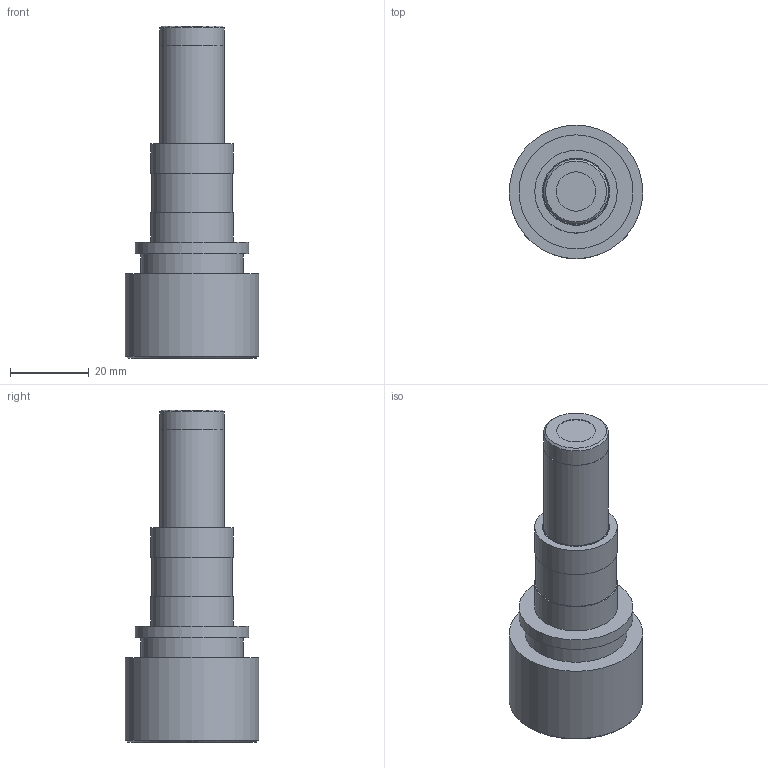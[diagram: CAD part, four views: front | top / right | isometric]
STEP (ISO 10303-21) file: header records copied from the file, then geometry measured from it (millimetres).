
FILE_DESCRIPTION((''),'2;1');
FILE_NAME('Telezentrisches Mikroskopobjektiv 1x_3D-Modell.stp','2010-07-01T12:25:58',('REGENSPURG'),(''),'Autodesk Inventor 2010','Autodesk Inventor 2010','');
FILE_SCHEMA(('AUTOMOTIVE_DESIGN { 1 0 10303 214 1 1 1 1 }'));
Length unit declared in the file: millimetre
Products named in the file (1): Telezentrisches_Mikroskopobjektiv_1x_3D_Modell_V
Bounding box: 34 x 34 x 84.5 mm (x, y, z)
Volume: 37490.9 mm3; surface area: 9131.7 mm2
Topology: 1 solids, 1 shells, 40 faces, 74 edges, 49 vertices
Faces by surface type: plane 23, cylinder 15, cone 2
Full cylindrical faces by diameter (mm): 10 x1, 14.5 x1, 16.5 x2, 17 x1, 17.12 x1, 20.5 x1, 21 x2, 25.5 x1, 26 x1, 29 x2, 29.02 x1, 34 x1
Entity records: 981 total; most frequent: DIRECTION 174, CARTESIAN_POINT 141, ORIENTED_EDGE 108, AXIS2_PLACEMENT_3D 79, EDGE_LOOP 70, EDGE_CURVE 54, VERTEX_POINT 46, FACE_OUTER_BOUND 40
